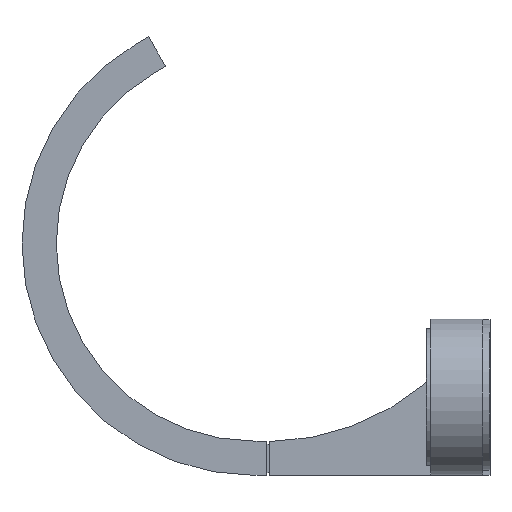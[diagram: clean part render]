
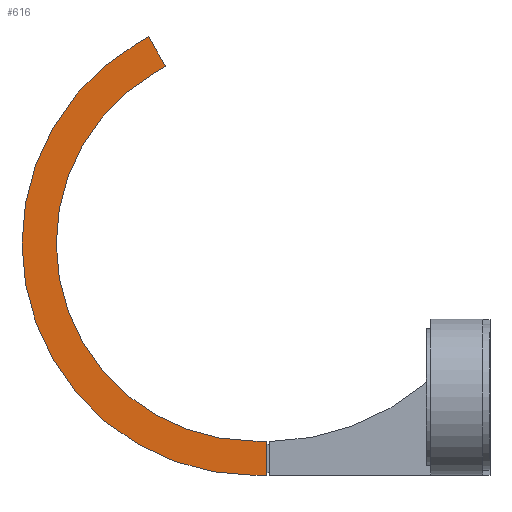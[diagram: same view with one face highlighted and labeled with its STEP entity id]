
A CAD part, left-side view. The second image highlights one B-rep face of the part: STEP entity #616.
In plain terms, the highlighted planar face has unit normal (-1, 0, 0).
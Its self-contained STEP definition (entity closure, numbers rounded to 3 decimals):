
#17 = EDGE_CURVE ( 'NONE', #882, #236, #1276, .T. ) ;
#126 = ORIENTED_EDGE ( 'NONE', *, *, #182, .F. ) ;
#144 = DIRECTION ( 'NONE',  ( 0., -1., 0. ) ) ;
#164 = EDGE_LOOP ( 'NONE', ( #537, #126, #750, #513, #1210, #1265, #669, #332 ) ) ;
#182 = EDGE_CURVE ( 'NONE', #476, #274, #1155, .T. ) ;
#197 = AXIS2_PLACEMENT_3D ( 'NONE', #1100, #762, #553 ) ;
#198 = PLANE ( 'NONE',  #482 ) ;
#236 = VERTEX_POINT ( 'NONE', #802 ) ;
#274 = VERTEX_POINT ( 'NONE', #1236 ) ;
#292 = CARTESIAN_POINT ( 'NONE',  ( -24., 5., 82.7 ) ) ;
#295 = EDGE_CURVE ( 'NONE', #474, #882, #1099, .T. ) ;
#299 = DIRECTION ( 'NONE',  ( 0., 0., -1. ) ) ;
#311 = VECTOR ( 'NONE', #660, 1000. ) ;
#332 = ORIENTED_EDGE ( 'NONE', *, *, #1418, .F. ) ;
#338 = CARTESIAN_POINT ( 'NONE',  ( -24., 38.95, 150.991 ) ) ;
#398 = EDGE_CURVE ( 'NONE', #1059, #474, #439, .T. ) ;
#399 = DIRECTION ( 'NONE',  ( 1., 0., 0. ) ) ;
#415 = DIRECTION ( 'NONE',  ( 0., -0.503, -0.864 ) ) ;
#439 = LINE ( 'NONE', #1049, #1419 ) ;
#474 = VERTEX_POINT ( 'NONE', #1270 ) ;
#476 = VERTEX_POINT ( 'NONE', #1260 ) ;
#482 = AXIS2_PLACEMENT_3D ( 'NONE', #292, #399, #299 ) ;
#513 = ORIENTED_EDGE ( 'NONE', *, *, #643, .F. ) ;
#537 = ORIENTED_EDGE ( 'NONE', *, *, #1164, .F. ) ;
#553 = DIRECTION ( 'NONE',  ( 0., 0., -1. ) ) ;
#569 = VECTOR ( 'NONE', #144, 1000. ) ;
#595 = CARTESIAN_POINT ( 'NONE',  ( -24., 0., 6.6 ) ) ;
#616 = ADVANCED_FACE ( 'NONE', ( #997 ), #198, .F. ) ;
#641 = VERTEX_POINT ( 'NONE', #959 ) ;
#643 = EDGE_CURVE ( 'NONE', #236, #1052, #1101, .T. ) ;
#660 = DIRECTION ( 'NONE',  ( 0., 0., -1. ) ) ;
#669 = ORIENTED_EDGE ( 'NONE', *, *, #398, .F. ) ;
#679 = DIRECTION ( 'NONE',  ( 0., 0.864, -0.503 ) ) ;
#689 = DIRECTION ( 'NONE',  ( 0., 0., -1. ) ) ;
#699 = CARTESIAN_POINT ( 'NONE',  ( -24., 5., 82.7 ) ) ;
#704 = LINE ( 'NONE', #887, #311 ) ;
#750 = ORIENTED_EDGE ( 'NONE', *, *, #1051, .F. ) ;
#762 = DIRECTION ( 'NONE',  ( -1., 0., 0. ) ) ;
#788 = AXIS2_PLACEMENT_3D ( 'NONE', #699, #1231, #689 ) ;
#802 = CARTESIAN_POINT ( 'NONE',  ( -24., 45.588, 162.4 ) ) ;
#810 = LINE ( 'NONE', #1350, #864 ) ;
#864 = VECTOR ( 'NONE', #679, 1000. ) ;
#882 = VERTEX_POINT ( 'NONE', #1085 ) ;
#887 = CARTESIAN_POINT ( 'NONE',  ( -24., 0., 6.6 ) ) ;
#959 = CARTESIAN_POINT ( 'NONE',  ( -24., 0., 6.6 ) ) ;
#961 = CARTESIAN_POINT ( 'NONE',  ( -24., 49.91, 159.885 ) ) ;
#979 = LINE ( 'NONE', #595, #569 ) ;
#980 = VECTOR ( 'NONE', #1169, 1000. ) ;
#997 = FACE_OUTER_BOUND ( 'NONE', #164, .T. ) ;
#1018 = CARTESIAN_POINT ( 'NONE',  ( -24., 0., -6.6 ) ) ;
#1041 = DIRECTION ( 'NONE',  ( 0., 1., 0. ) ) ;
#1049 = CARTESIAN_POINT ( 'NONE',  ( -24., 0., -6.6 ) ) ;
#1051 = EDGE_CURVE ( 'NONE', #1052, #476, #810, .T. ) ;
#1052 = VERTEX_POINT ( 'NONE', #338 ) ;
#1059 = VERTEX_POINT ( 'NONE', #1018 ) ;
#1082 = CARTESIAN_POINT ( 'NONE',  ( -24., 45.588, 162.4 ) ) ;
#1085 = CARTESIAN_POINT ( 'NONE',  ( -24., 49.91, 159.885 ) ) ;
#1099 = CIRCLE ( 'NONE', #788, 89.3 ) ;
#1100 = CARTESIAN_POINT ( 'NONE',  ( -24., 5., 82.7 ) ) ;
#1101 = LINE ( 'NONE', #1082, #1438 ) ;
#1155 = CIRCLE ( 'NONE', #197, 76.1 ) ;
#1164 = EDGE_CURVE ( 'NONE', #274, #641, #979, .T. ) ;
#1169 = DIRECTION ( 'NONE',  ( 0., -0.864, 0.503 ) ) ;
#1210 = ORIENTED_EDGE ( 'NONE', *, *, #17, .F. ) ;
#1231 = DIRECTION ( 'NONE',  ( 1., 0., 0. ) ) ;
#1236 = CARTESIAN_POINT ( 'NONE',  ( -24., 5., 6.6 ) ) ;
#1260 = CARTESIAN_POINT ( 'NONE',  ( -24., 43.271, 148.476 ) ) ;
#1265 = ORIENTED_EDGE ( 'NONE', *, *, #295, .F. ) ;
#1270 = CARTESIAN_POINT ( 'NONE',  ( -24., 5., -6.6 ) ) ;
#1276 = LINE ( 'NONE', #961, #980 ) ;
#1350 = CARTESIAN_POINT ( 'NONE',  ( -24., 38.95, 150.991 ) ) ;
#1418 = EDGE_CURVE ( 'NONE', #641, #1059, #704, .T. ) ;
#1419 = VECTOR ( 'NONE', #1041, 1000. ) ;
#1438 = VECTOR ( 'NONE', #415, 1000. ) ;
